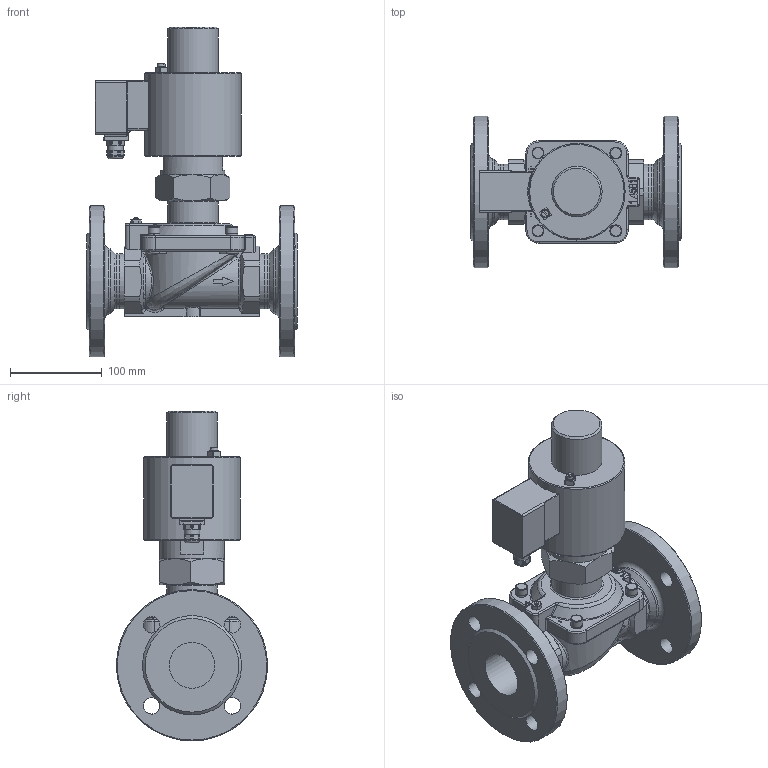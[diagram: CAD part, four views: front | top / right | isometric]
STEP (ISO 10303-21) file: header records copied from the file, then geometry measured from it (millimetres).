
FILE_DESCRIPTION(/* description */ ('3D-Modell'),/* implementation_level */ '2;1');
FILE_NAME(/* name */ '027.002306_B2706-0801-.278-NO.stp',/* time_stamp */ '2020-03-25T07:52:52+01:00',/* author */ ('EFast'),/* organization */ (''),/* preprocessor_version */ 'ST-DEVELOPER v16.1',/* originating_system */ 'Autodesk Inventor 2016',/* authorisation */ '');
FILE_SCHEMA (('AUTOMOTIVE_DESIGN { 1 0 10303 214 3 1 1 }'));
Products named in the file (1): 88-004611
Bounding box: 230 x 165 x 359.7 mm (x, y, z)
Volume: 3016471 mm3; surface area: 271600.4 mm2
Topology: 2 solids, 2 shells, 770 faces, 1971 edges, 1242 vertices
Faces by surface type: plane 315, cylinder 192, bspline 125, cone 76, torus 53, sphere 9
Full cylindrical faces by diameter (mm): 4.51 x1, 5 x1, 8 x4, 13 x4, 17 x2, 18 x8, 50 x2, 55 x2, 60.3 x6, 70 x1, 105.16 x1, 165 x2
Entity records: 40443 total; most frequent: CARTESIAN_POINT 23479, ORIENTED_EDGE 3746, DIRECTION 3108, EDGE_CURVE 1873, VERTEX_POINT 1220, AXIS2_PLACEMENT_3D 1175, EDGE_LOOP 907, FACE_OUTER_BOUND 770
